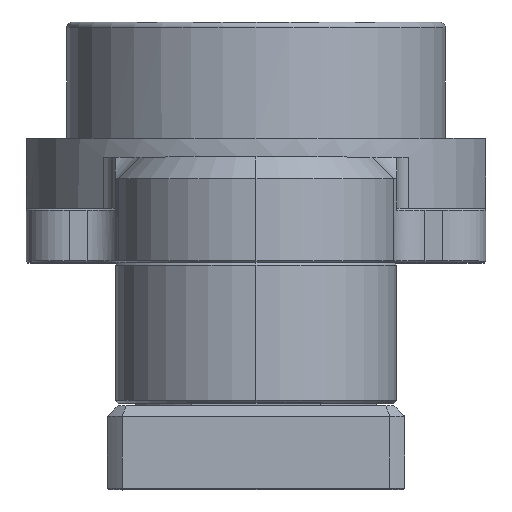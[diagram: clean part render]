
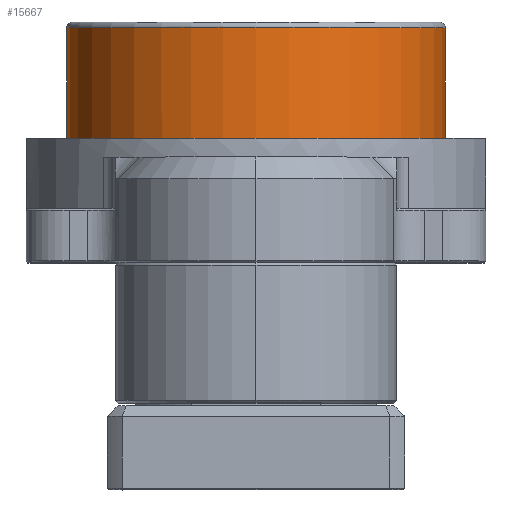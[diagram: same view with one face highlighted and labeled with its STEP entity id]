
A CAD part, top view. The second image highlights one B-rep face of the part: STEP entity #15667.
In plain terms, the highlighted cylindrical face has radius 35 mm (diameter 70 mm), a partial arc.
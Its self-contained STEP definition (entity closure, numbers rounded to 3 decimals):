
#190 = EDGE_CURVE ( 'NONE', #3156, #15464, #8833, .T. ) ;
#654 = CARTESIAN_POINT ( 'NONE',  ( 0., 43.5, 0. ) ) ;
#758 = CARTESIAN_POINT ( 'NONE',  ( 35., 43.5, 0. ) ) ;
#1121 = ORIENTED_EDGE ( 'NONE', *, *, #11626, .T. ) ;
#1492 = CIRCLE ( 'NONE', #14623, 35. ) ;
#1738 = VERTEX_POINT ( 'NONE', #18562 ) ;
#1807 = DIRECTION ( 'NONE',  ( 0., 1., 0. ) ) ;
#2792 = CIRCLE ( 'NONE', #15914, 35. ) ;
#3156 = VERTEX_POINT ( 'NONE', #758 ) ;
#3558 = FACE_OUTER_BOUND ( 'NONE', #8290, .T. ) ;
#3638 = LINE ( 'NONE', #10812, #14641 ) ;
#3819 = DIRECTION ( 'NONE',  ( 0., 1., 0. ) ) ;
#4198 = LINE ( 'NONE', #11374, #5463 ) ;
#5463 = VECTOR ( 'NONE', #18510, 1000. ) ;
#5998 = CARTESIAN_POINT ( 'NONE',  ( 0., 22.5, 0. ) ) ;
#6960 = EDGE_CURVE ( 'NONE', #1738, #3156, #4198, .T. ) ;
#7761 = ORIENTED_EDGE ( 'NONE', *, *, #12659, .T. ) ;
#7824 = DIRECTION ( 'NONE',  ( 0., -1., 0. ) ) ;
#8290 = EDGE_LOOP ( 'NONE', ( #20447, #1121, #7761, #22160, #11637 ) ) ;
#8833 = CIRCLE ( 'NONE', #9512, 35. ) ;
#8989 = DIRECTION ( 'NONE',  ( 1., 0., 0. ) ) ;
#9512 = AXIS2_PLACEMENT_3D ( 'NONE', #654, #7824, #14973 ) ;
#10740 = CYLINDRICAL_SURFACE ( 'NONE', #22493, 35. ) ;
#10812 = CARTESIAN_POINT ( 'NONE',  ( -35., 34., 0. ) ) ;
#10999 = DIRECTION ( 'NONE',  ( 0.867, 0., 0.497 ) ) ;
#11374 = CARTESIAN_POINT ( 'NONE',  ( 35., 34., 0. ) ) ;
#11626 = EDGE_CURVE ( 'NONE', #14621, #14703, #1492, .T. ) ;
#11637 = ORIENTED_EDGE ( 'NONE', *, *, #190, .T. ) ;
#12659 = EDGE_CURVE ( 'NONE', #14703, #1738, #2792, .T. ) ;
#13176 = DIRECTION ( 'NONE',  ( 0., 1., 0. ) ) ;
#13632 = CARTESIAN_POINT ( 'NONE',  ( 30.362, 22.5, 17.412 ) ) ;
#14621 = VERTEX_POINT ( 'NONE', #22189 ) ;
#14623 = AXIS2_PLACEMENT_3D ( 'NONE', #19903, #3819, #10999 ) ;
#14641 = VECTOR ( 'NONE', #17967, 1000. ) ;
#14703 = VERTEX_POINT ( 'NONE', #13632 ) ;
#14973 = DIRECTION ( 'NONE',  ( -1., 0., 0. ) ) ;
#15464 = VERTEX_POINT ( 'NONE', #18962 ) ;
#15667 = ADVANCED_FACE ( 'NONE', ( #3558 ), #10740, .T. ) ;
#15914 = AXIS2_PLACEMENT_3D ( 'NONE', #5998, #13176, #20316 ) ;
#17903 = CARTESIAN_POINT ( 'NONE',  ( 0., 34., 0. ) ) ;
#17967 = DIRECTION ( 'NONE',  ( 0., 1., 0. ) ) ;
#18510 = DIRECTION ( 'NONE',  ( 0., 1., 0. ) ) ;
#18562 = CARTESIAN_POINT ( 'NONE',  ( 35., 22.5, 0. ) ) ;
#18770 = EDGE_CURVE ( 'NONE', #14621, #15464, #3638, .T. ) ;
#18962 = CARTESIAN_POINT ( 'NONE',  ( -35., 43.5, 0. ) ) ;
#19903 = CARTESIAN_POINT ( 'NONE',  ( 0., 22.5, 0. ) ) ;
#20316 = DIRECTION ( 'NONE',  ( 0.867, 0., 0.497 ) ) ;
#20447 = ORIENTED_EDGE ( 'NONE', *, *, #18770, .F. ) ;
#22160 = ORIENTED_EDGE ( 'NONE', *, *, #6960, .T. ) ;
#22189 = CARTESIAN_POINT ( 'NONE',  ( -35., 22.5, 0. ) ) ;
#22493 = AXIS2_PLACEMENT_3D ( 'NONE', #17903, #1807, #8989 ) ;
